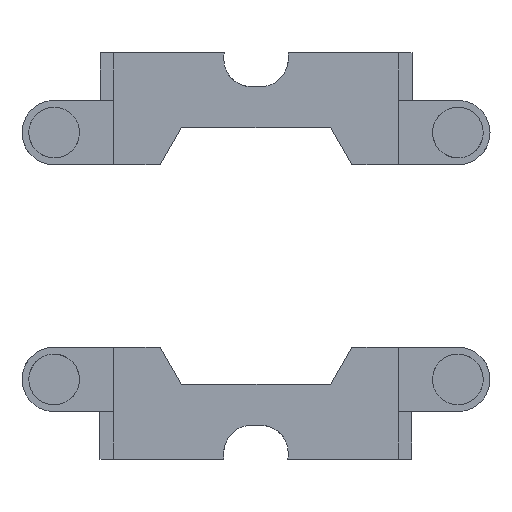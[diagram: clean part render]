
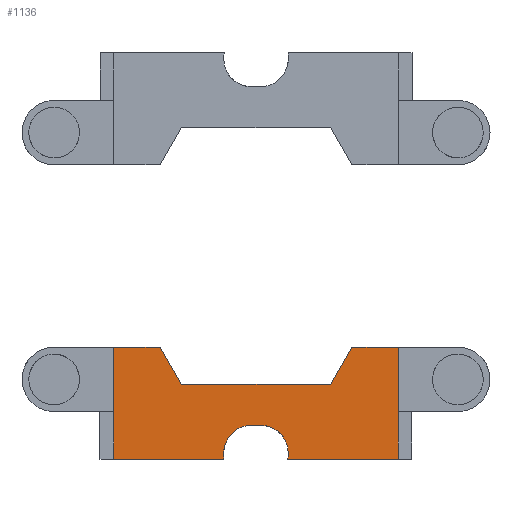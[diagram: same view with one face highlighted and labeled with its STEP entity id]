
A CAD part, front view. The second image highlights one B-rep face of the part: STEP entity #1136.
In plain terms, the highlighted free-form (B-spline) face has degree [1, 1] with [2, 2] control points.
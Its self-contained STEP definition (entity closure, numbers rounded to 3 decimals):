
#699=CARTESIAN_POINT('V59',(3.495,11.5,
   -21.621));
#700=VERTEX_POINT('V59',#699);
#708=CARTESIAN_POINT('V61',(0.5,11.5,
   -18.45));
#709=VERTEX_POINT('V61',#708);
#710=CARTESIAN_POINT('E88',(0.5,11.5,
   -18.45));
#711=CARTESIAN_POINT('E88',(3.677,11.5,
   -18.45));
#712=CARTESIAN_POINT('E88',(3.495,11.5,
   -21.621));
#720=(BOUNDED_CURVE()B_SPLINE_CURVE(2,(#710,#711,#712),
   .CIRCULAR_ARC.,.F.,.U.)CURVE()GEOMETRIC_REPRESENTATION_ITEM()
   QUASI_UNIFORM_CURVE()RATIONAL_B_SPLINE_CURVE((1.0,
   0.687,1.0))REPRESENTATION_ITEM('E88'));
#721=EDGE_CURVE('E88',#709,#700,#720,.T.);
#752=CARTESIAN_POINT('V62',(-0.506,11.5,
   -18.45));
#753=VERTEX_POINT('V62',#752);
#754=CARTESIAN_POINT('E90',(-0.506,11.5,
   -18.45));
#755=CARTESIAN_POINT('E90',(0.5,11.5,
   -18.45));
#756=QUASI_UNIFORM_CURVE('E90',1,(#754,#755),.POLYLINE_FORM.,.F.,.U.
   );
#757=EDGE_CURVE('E90',#753,#709,#756,.T.);
#789=CARTESIAN_POINT('V63',(-3.501,11.5,
   -21.621));
#790=VERTEX_POINT('V63',#789);
#791=CARTESIAN_POINT('E92',(-3.501,11.5,
   -21.621));
#792=CARTESIAN_POINT('E92',(-3.682,11.5,
   -18.45));
#793=CARTESIAN_POINT('E92',(-0.506,11.5,
   -18.45));
#801=(BOUNDED_CURVE()B_SPLINE_CURVE(2,(#791,#792,#793),
   .CIRCULAR_ARC.,.F.,.U.)CURVE()GEOMETRIC_REPRESENTATION_ITEM()
   QUASI_UNIFORM_CURVE()RATIONAL_B_SPLINE_CURVE((1.0,
   0.687,1.0))REPRESENTATION_ITEM('E92'));
#802=EDGE_CURVE('E92',#790,#753,#801,.T.);
#833=CARTESIAN_POINT('V64',(-3.501,11.5,
   -22.15));
#834=VERTEX_POINT('V64',#833);
#835=CARTESIAN_POINT('E94',(-3.501,11.5,
   -22.15));
#836=CARTESIAN_POINT('E94',(-3.501,11.5,
   -21.621));
#837=QUASI_UNIFORM_CURVE('E94',1,(#835,#836),.POLYLINE_FORM.,.F.,.U.
   );
#838=EDGE_CURVE('E94',#834,#790,#837,.T.);
#861=CARTESIAN_POINT('V25',(-15.5,11.5,
   -22.15));
#862=VERTEX_POINT('V25',#861);
#863=CARTESIAN_POINT('E95',(-15.5,11.5,
   -22.15));
#864=CARTESIAN_POINT('E95',(-3.501,11.5,
   -22.15));
#865=B_SPLINE_CURVE_WITH_KNOTS('E95',1,(#863,#864),.POLYLINE_FORM.,
   .F.,.U.,(2,2),(0.0,0.387),.UNSPECIFIED.);
#866=EDGE_CURVE('E95',#862,#834,#865,.T.);
#1004=CARTESIAN_POINT('V26',(-15.5,11.5,
   -9.95));
#1005=VERTEX_POINT('V26',#1004);
#1006=CARTESIAN_POINT('E30',(-15.5,11.5,
   -22.15));
#1007=CARTESIAN_POINT('E30',(-15.5,11.5,
   -9.95));
#1008=QUASI_UNIFORM_CURVE('E30',1,(#1006,#1007),.POLYLINE_FORM.,.F.,
   .U.);
#1009=EDGE_CURVE('E30',#862,#1005,#1008,.T.);
#1032=CARTESIAN_POINT('V19',(15.5,11.5,
   -22.15));
#1033=VERTEX_POINT('V19',#1032);
#1034=CARTESIAN_POINT('V20',(15.5,11.5,
   -9.95));
#1035=VERTEX_POINT('V20',#1034);
#1036=CARTESIAN_POINT('E23',(15.5,11.5,
   -22.15));
#1037=CARTESIAN_POINT('E23',(15.5,11.5,
   -9.95));
#1038=QUASI_UNIFORM_CURVE('E23',1,(#1036,#1037),.POLYLINE_FORM.,.F.,
   .U.);
#1039=EDGE_CURVE('E23',#1033,#1035,#1038,.T.);
#1077=CARTESIAN_POINT('F36',(15.6,11.5,
   -9.85));
#1078=CARTESIAN_POINT('F36',(-15.6,11.5,
   -9.85));
#1079=CARTESIAN_POINT('F36',(15.6,11.5,
   -22.25));
#1080=CARTESIAN_POINT('F36',(-15.6,11.5,
   -22.25));
#1081=B_SPLINE_SURFACE_WITH_KNOTS('F36',1,1,((#1077,#1079),(#1078,
   #1080)),.PLANE_SURF.,.F.,.F.,.U.,(2,2),(2,2),(0.0,
   2.516),(0.0,1.0),.UNSPECIFIED.);
#1082=CARTESIAN_POINT('V60',(3.48,11.5,
   -22.15));
#1083=VERTEX_POINT('V60',#1082);
#1084=CARTESIAN_POINT('E85',(3.495,11.5,
   -21.621));
#1085=CARTESIAN_POINT('E85',(3.48,11.5,
   -22.15));
#1086=QUASI_UNIFORM_CURVE('E85',1,(#1084,#1085),.POLYLINE_FORM.,.F.,
   .U.);
#1087=EDGE_CURVE('E85',#700,#1083,#1086,.T.);
#1088=ORIENTED_EDGE('E85',*,*,#1087,.T.);
#1089=CARTESIAN_POINT('E96',(3.48,11.5,
   -22.15));
#1090=CARTESIAN_POINT('E96',(15.5,11.5,
   -22.15));
#1091=B_SPLINE_CURVE_WITH_KNOTS('E96',1,(#1089,#1090),
   .POLYLINE_FORM.,.F.,.U.,(2,2),(0.612,1.0),
   .UNSPECIFIED.);
#1092=EDGE_CURVE('E96',#1083,#1033,#1091,.T.);
#1093=ORIENTED_EDGE('E96',*,*,#1092,.T.);
#1094=ORIENTED_EDGE('E23',*,*,#1039,.T.);
#1095=CARTESIAN_POINT('V52',(10.45,11.5,
   -9.95));
#1096=VERTEX_POINT('V52',#1095);
#1097=CARTESIAN_POINT('E71',(10.45,11.5,
   -9.95));
#1098=CARTESIAN_POINT('E71',(15.5,11.5,
   -9.95));
#1099=B_SPLINE_CURVE_WITH_KNOTS('E71',1,(#1097,#1098),
   .POLYLINE_FORM.,.F.,.U.,(2,2),(0.837,1.0),
   .UNSPECIFIED.);
#1100=EDGE_CURVE('E71',#1096,#1035,#1099,.T.);
#1101=ORIENTED_EDGE('E71',*,*,#1100,.F.);
#1102=CARTESIAN_POINT('V50',(8.112,11.5,
   -14.0));
#1103=VERTEX_POINT('V50',#1102);
#1104=CARTESIAN_POINT('E70',(10.45,11.5,
   -9.95));
#1105=CARTESIAN_POINT('E70',(8.112,11.5,
   -14.0));
#1106=QUASI_UNIFORM_CURVE('E70',1,(#1104,#1105),.POLYLINE_FORM.,.F.,
   .U.);
#1107=EDGE_CURVE('E70',#1096,#1103,#1106,.T.);
#1108=ORIENTED_EDGE('E70',*,*,#1107,.T.);
#1109=CARTESIAN_POINT('V47',(-8.112,11.5,
   -14.0));
#1110=VERTEX_POINT('V47',#1109);
#1111=CARTESIAN_POINT('E67',(8.112,11.5,
   -14.0));
#1112=CARTESIAN_POINT('E67',(-8.112,11.5,
   -14.0));
#1113=QUASI_UNIFORM_CURVE('E67',1,(#1111,#1112),.POLYLINE_FORM.,.F.,
   .U.);
#1114=EDGE_CURVE('E67',#1103,#1110,#1113,.T.);
#1115=ORIENTED_EDGE('E67',*,*,#1114,.T.);
#1116=CARTESIAN_POINT('V48',(-10.45,11.5,
   -9.95));
#1117=VERTEX_POINT('V48',#1116);
#1118=CARTESIAN_POINT('E63',(-8.112,11.5,
   -14.0));
#1119=CARTESIAN_POINT('E63',(-10.45,11.5,
   -9.95));
#1120=QUASI_UNIFORM_CURVE('E63',1,(#1118,#1119),.POLYLINE_FORM.,.F.,
   .U.);
#1121=EDGE_CURVE('E63',#1110,#1117,#1120,.T.);
#1122=ORIENTED_EDGE('E63',*,*,#1121,.T.);
#1123=CARTESIAN_POINT('E76',(-15.5,11.5,
   -9.95));
#1124=CARTESIAN_POINT('E76',(-10.45,11.5,
   -9.95));
#1125=B_SPLINE_CURVE_WITH_KNOTS('E76',1,(#1123,#1124),
   .POLYLINE_FORM.,.F.,.U.,(2,2),(0.0,0.163),
   .UNSPECIFIED.);
#1126=EDGE_CURVE('E76',#1005,#1117,#1125,.T.);
#1127=ORIENTED_EDGE('E76',*,*,#1126,.F.);
#1128=ORIENTED_EDGE('E30',*,*,#1009,.F.);
#1129=ORIENTED_EDGE('E95',*,*,#866,.T.);
#1130=ORIENTED_EDGE('E94',*,*,#838,.T.);
#1131=ORIENTED_EDGE('E92',*,*,#802,.T.);
#1132=ORIENTED_EDGE('E90',*,*,#757,.T.);
#1133=ORIENTED_EDGE('E88',*,*,#721,.T.);
#1134=EDGE_LOOP('F36',(#1088,#1093,#1094,#1101,#1108,#1115,#1122,
   #1127,#1128,#1129,#1130,#1131,#1132,#1133));
#1135=FACE_OUTER_BOUND('F36',#1134,.T.);
#1136=ADVANCED_FACE('F36',(#1135),#1081,.T.);
